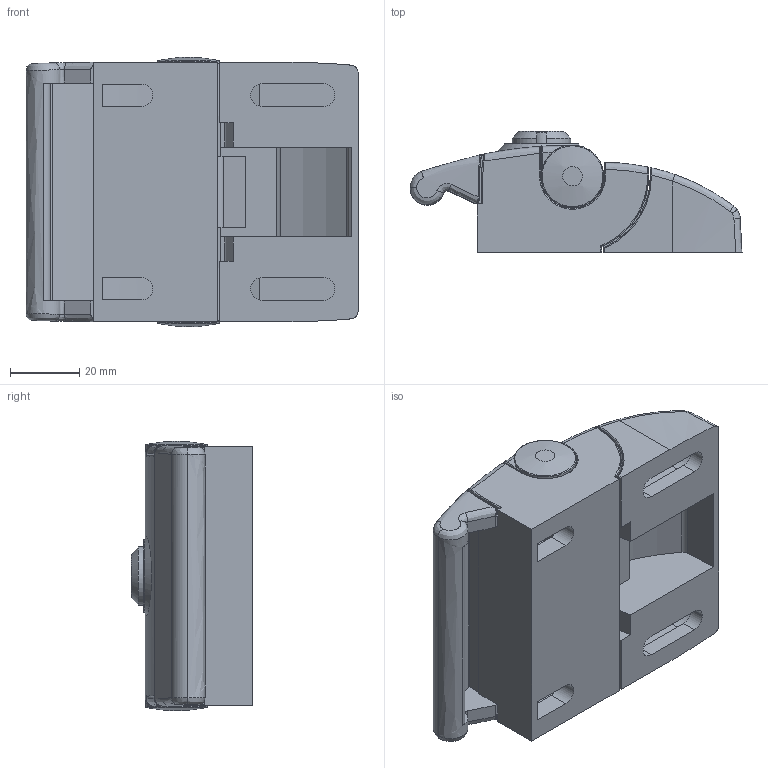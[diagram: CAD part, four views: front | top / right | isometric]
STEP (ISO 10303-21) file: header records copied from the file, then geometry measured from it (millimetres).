
FILE_DESCRIPTION (( 'STEP AP214' ), '1' );
FILE_NAME ('7330015', '2019-02-01T14:38:08', ( '' ), ('JUGARD+KÜNSTNER GmbH'), 'SwSTEP 2.0', 'SolidWorks 2017', '' );
FILE_SCHEMA (( 'AUTOMOTIVE_DESIGN' ));
Length unit declared in the file: millimetre
Products named in the file (5): Kopie von Riegel_3^7330015; Kopie von Wippe_3^7330015; 7330015_CNAJF00; Kopie von Falle_3^7330015; Kopie von Korpus_3^7330015
Assembly tree (4 placements, depth 2):
  7330015_CNAJF00
    Kopie von Korpus_3^7330015
    Kopie von Falle_3^7330015
    Kopie von Riegel_3^7330015
    Kopie von Wippe_3^7330015
Bounding box: 96.01 x 35.07 x 77.81 mm (x, y, z)
Volume: 94410.8 mm3; surface area: 52811 mm2
Topology: 4 solids, 4 shells, 436 faces, 1166 edges, 737 vertices
Faces by surface type: plane 173, bspline 137, cylinder 109, cone 17
Entity records: 20147 total; most frequent: CARTESIAN_POINT 9876, ORIENTED_EDGE 2324, DIRECTION 1614, EDGE_CURVE 1162, VERTEX_POINT 737, VECTOR 596, LINE 596, AXIS2_PLACEMENT_3D 509
